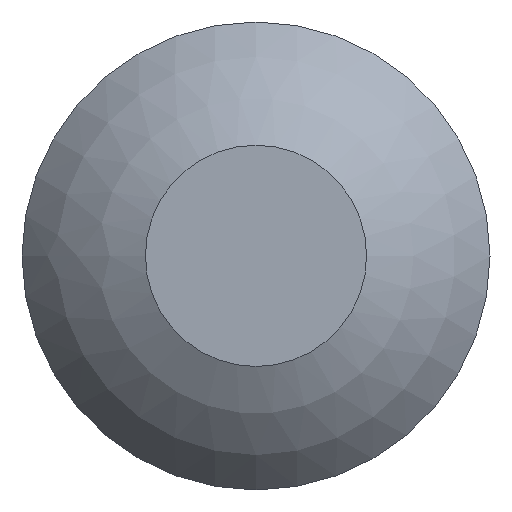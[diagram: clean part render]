
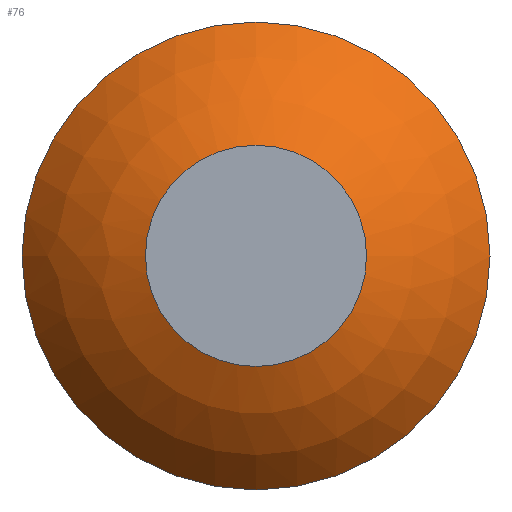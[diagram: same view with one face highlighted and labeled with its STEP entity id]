
A CAD part, top view. The second image highlights one B-rep face of the part: STEP entity #76.
In plain terms, the highlighted spherical face has radius 3.388 mm.
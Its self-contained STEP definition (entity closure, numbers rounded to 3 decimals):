
#16=SPHERICAL_SURFACE('',#99,3.388);
#25=FACE_OUTER_BOUND('',#32,.T.);
#32=EDGE_LOOP('',(#61,#62,#63,#64));
#38=CIRCLE('',#98,2.75);
#39=CIRCLE('',#100,1.3);
#40=CIRCLE('',#101,3.388);
#44=VERTEX_POINT('',#141);
#45=VERTEX_POINT('',#145);
#49=EDGE_CURVE('',#44,#44,#38,.T.);
#51=EDGE_CURVE('',#45,#45,#39,.T.);
#52=EDGE_CURVE('',#45,#44,#40,.T.);
#61=ORIENTED_EDGE('',*,*,#51,.F.);
#62=ORIENTED_EDGE('',*,*,#52,.T.);
#63=ORIENTED_EDGE('',*,*,#49,.T.);
#64=ORIENTED_EDGE('',*,*,#52,.F.);
#76=ADVANCED_FACE('',(#25),#16,.T.);
#98=AXIS2_PLACEMENT_3D('',#142,#116,#117);
#99=AXIS2_PLACEMENT_3D('',#144,#119,#120);
#100=AXIS2_PLACEMENT_3D('',#146,#121,#122);
#101=AXIS2_PLACEMENT_3D('',#147,#123,#124);
#116=DIRECTION('center_axis',(0.,0.,1.));
#117=DIRECTION('ref_axis',(1.,0.,0.));
#119=DIRECTION('center_axis',(0.,0.,1.));
#120=DIRECTION('ref_axis',(1.,0.,0.));
#121=DIRECTION('center_axis',(0.,0.,1.));
#122=DIRECTION('ref_axis',(1.,0.,0.));
#123=DIRECTION('center_axis',(0.,-1.,0.));
#124=DIRECTION('ref_axis',(-1.,0.,0.));
#141=CARTESIAN_POINT('',(-2.75,0.,0.3));
#142=CARTESIAN_POINT('Origin',(0.,0.,0.3));
#144=CARTESIAN_POINT('Origin',(0.,0.,-1.678));
#145=CARTESIAN_POINT('',(-1.3,0.,1.45));
#146=CARTESIAN_POINT('Origin',(0.,0.,1.45));
#147=CARTESIAN_POINT('Origin',(0.,0.,-1.678));
